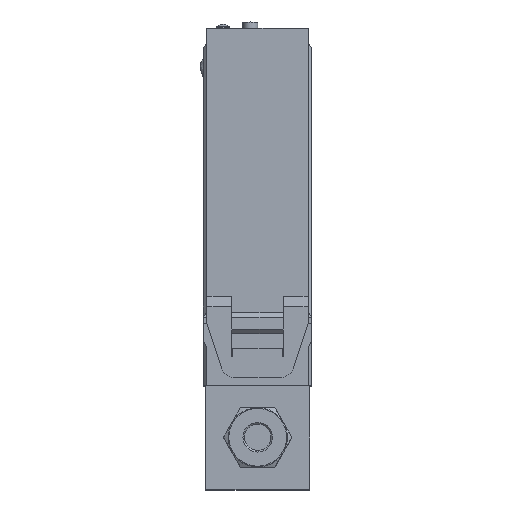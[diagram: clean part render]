
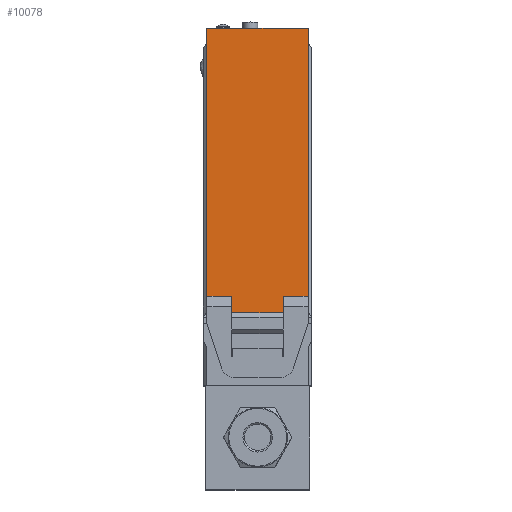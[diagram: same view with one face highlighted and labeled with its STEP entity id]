
A CAD part, top view. The second image highlights one B-rep face of the part: STEP entity #10078.
In plain terms, the highlighted planar face has unit normal (0, 0, 1).
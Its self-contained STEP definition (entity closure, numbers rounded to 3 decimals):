
#906=PLANE('',#10910);
#1422=FACE_OUTER_BOUND('',#2072,.T.);
#2072=EDGE_LOOP('',(#8694,#8695,#8696,#8697,#8698,#8699,#8700,#8701));
#2881=LINE('',#17027,#3716);
#2888=LINE('',#17039,#3723);
#2899=LINE('',#17059,#3734);
#2905=LINE('',#17073,#3740);
#2914=LINE('',#17086,#3749);
#2925=LINE('',#17115,#3760);
#2926=LINE('',#17117,#3761);
#2927=LINE('',#17118,#3762);
#3716=VECTOR('',#13023,64.5);
#3723=VECTOR('',#13032,64.5);
#3734=VECTOR('',#13045,6.);
#3740=VECTOR('',#13055,4.);
#3749=VECTOR('',#13066,4.);
#3760=VECTOR('',#13097,6.);
#3761=VECTOR('',#13100,12.4);
#3762=VECTOR('',#13101,24.4);
#4995=VERTEX_POINT('',#17024);
#4996=VERTEX_POINT('',#17026);
#4999=VERTEX_POINT('',#17036);
#5000=VERTEX_POINT('',#17038);
#5008=VERTEX_POINT('',#17057);
#5013=VERTEX_POINT('',#17070);
#5014=VERTEX_POINT('',#17072);
#5017=VERTEX_POINT('',#17084);
#6278=EDGE_CURVE('',#4996,#4995,#2881,.T.);
#6285=EDGE_CURVE('',#5000,#4999,#2888,.T.);
#6296=EDGE_CURVE('',#4999,#5008,#2899,.T.);
#6302=EDGE_CURVE('',#5014,#5013,#2905,.T.);
#6311=EDGE_CURVE('',#5008,#5017,#2914,.T.);
#6326=EDGE_CURVE('',#5013,#4996,#2925,.T.);
#6327=EDGE_CURVE('',#5017,#5014,#2926,.T.);
#6328=EDGE_CURVE('',#4995,#5000,#2927,.T.);
#8694=ORIENTED_EDGE('',*,*,#6296,.T.);
#8695=ORIENTED_EDGE('',*,*,#6311,.T.);
#8696=ORIENTED_EDGE('',*,*,#6327,.T.);
#8697=ORIENTED_EDGE('',*,*,#6302,.T.);
#8698=ORIENTED_EDGE('',*,*,#6326,.T.);
#8699=ORIENTED_EDGE('',*,*,#6278,.T.);
#8700=ORIENTED_EDGE('',*,*,#6328,.T.);
#8701=ORIENTED_EDGE('',*,*,#6285,.T.);
#10078=ADVANCED_FACE('',(#1422),#906,.T.);
#10910=AXIS2_PLACEMENT_3D('',#17116,#13098,#13099);
#13023=DIRECTION('',(0.,1.,0.));
#13032=DIRECTION('',(0.,-1.,0.));
#13045=DIRECTION('',(1.,0.,0.));
#13055=DIRECTION('',(0.,1.,0.));
#13066=DIRECTION('',(0.,-1.,0.));
#13097=DIRECTION('',(1.,0.,0.));
#13098=DIRECTION('center_axis',(0.,0.,
1.));
#13099=DIRECTION('ref_axis',(1.,0.,0.));
#13100=DIRECTION('',(1.,0.,0.));
#13101=DIRECTION('',(-1.,0.,0.));
#17024=CARTESIAN_POINT('',(12.15,98.5,36.2));
#17026=CARTESIAN_POINT('',(12.15,34.,36.2));
#17027=CARTESIAN_POINT('',(12.15,34.,36.2));
#17036=CARTESIAN_POINT('',(-12.25,34.,36.2));
#17038=CARTESIAN_POINT('',(-12.25,98.5,36.2));
#17039=CARTESIAN_POINT('',(-12.25,98.5,36.2));
#17057=CARTESIAN_POINT('',(-6.25,34.,36.2));
#17059=CARTESIAN_POINT('',(-12.25,34.,36.2));
#17070=CARTESIAN_POINT('',(6.15,34.,36.2));
#17072=CARTESIAN_POINT('',(6.15,30.,36.2));
#17073=CARTESIAN_POINT('',(6.15,30.,36.2));
#17084=CARTESIAN_POINT('',(-6.25,30.,36.2));
#17086=CARTESIAN_POINT('',(-6.25,34.,36.2));
#17115=CARTESIAN_POINT('',(6.15,34.,36.2));
#17116=CARTESIAN_POINT('Origin',(-0.05,63.,36.2));
#17117=CARTESIAN_POINT('',(-6.25,30.,36.2));
#17118=CARTESIAN_POINT('',(12.15,98.5,36.2));
